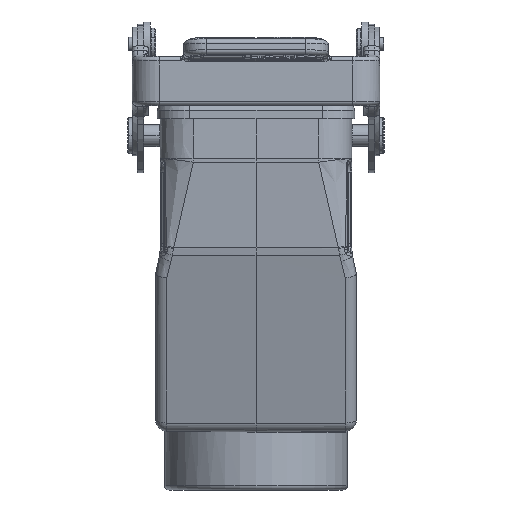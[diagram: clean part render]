
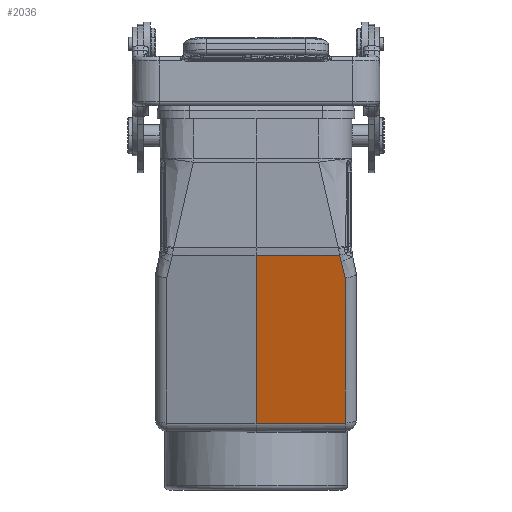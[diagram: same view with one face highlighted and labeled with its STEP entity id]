
A CAD part, left-side view. The second image highlights one B-rep face of the part: STEP entity #2036.
In plain terms, the highlighted planar face has unit normal (-0.966, -0.009, -0.259).
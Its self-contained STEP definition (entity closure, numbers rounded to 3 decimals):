
#1015=PLANE('',#34488);
#2036=ADVANCED_FACE('',(#4481),#1015,.F.);
#4481=FACE_OUTER_BOUND('',#6352,.T.);
#6352=EDGE_LOOP('',(#12276,#12277,#12278,#12279,#12280,#12281));
#9703=B_SPLINE_CURVE_WITH_KNOTS('',3,(#48580,#48581,#48582,#48583,#48584,
#48585),.UNSPECIFIED.,.F.,.F.,(4,2,4),(0.,0.5,1.),.UNSPECIFIED.);
#9704=B_SPLINE_CURVE_WITH_KNOTS('',3,(#48587,#48588,#48589,#48590,#48591,
#48592,#48593,#48594),.UNSPECIFIED.,.F.,.F.,(4,2,2,4),(0.,0.5,
0.75,1.),.UNSPECIFIED.);
#12276=ORIENTED_EDGE('',*,*,#25122,.F.);
#12277=ORIENTED_EDGE('',*,*,#25118,.T.);
#12278=ORIENTED_EDGE('',*,*,#25123,.T.);
#12279=ORIENTED_EDGE('',*,*,#25124,.F.);
#12280=ORIENTED_EDGE('',*,*,#25125,.T.);
#12281=ORIENTED_EDGE('',*,*,#25126,.F.);
#21639=VERTEX_POINT('',#48566);
#21640=VERTEX_POINT('',#48568);
#21641=VERTEX_POINT('',#48577);
#21642=VERTEX_POINT('',#48586);
#21643=VERTEX_POINT('',#48595);
#21644=VERTEX_POINT('',#48597);
#25118=EDGE_CURVE('',#21640,#21639,#29589,.T.);
#25122=EDGE_CURVE('',#21640,#21641,#29590,.T.);
#25123=EDGE_CURVE('',#21639,#21642,#9703,.T.);
#25124=EDGE_CURVE('',#21643,#21642,#9704,.T.);
#25125=EDGE_CURVE('',#21643,#21644,#29591,.T.);
#25126=EDGE_CURVE('',#21641,#21644,#29592,.T.);
#29589=LINE('',#48567,#31909);
#29590=LINE('',#48578,#31910);
#29591=LINE('',#48596,#31911);
#29592=LINE('',#48598,#31912);
#31909=VECTOR('',#38312,1.);
#31910=VECTOR('',#38321,1.);
#31911=VECTOR('',#38324,1.);
#31912=VECTOR('',#38325,1.);
#34488=AXIS2_PLACEMENT_3D('',#48599,#38326,#38327);
#38312=DIRECTION('',(-0.259,0.,0.966));
#38321=DIRECTION('',(-0.007,1.,-0.009));
#38324=DIRECTION('',(-0.009,1.,-0.002));
#38325=DIRECTION('',(-0.259,0.,0.966));
#38326=DIRECTION('',(0.966,0.009,0.259));
#38327=DIRECTION('',(-0.259,0.,0.966));
#48566=CARTESIAN_POINT('',(-33.046,-20.022,-37.395));
#48567=CARTESIAN_POINT('',(-24.317,-20.022,-69.972));
#48568=CARTESIAN_POINT('',(-24.317,-20.022,-69.972));
#48577=CARTESIAN_POINT('',(-24.451,0.,-70.147));
#48578=CARTESIAN_POINT('',(-24.317,-20.022,-69.972));
#48580=CARTESIAN_POINT('',(-33.046,-20.022,-37.395));
#48581=CARTESIAN_POINT('',(-33.215,-19.905,-36.768));
#48582=CARTESIAN_POINT('',(-33.37,-19.784,-36.196));
#48583=CARTESIAN_POINT('',(-33.708,-19.481,-34.942));
#48584=CARTESIAN_POINT('',(-33.879,-19.308,-34.312));
#48585=CARTESIAN_POINT('',(-34.05,-19.115,-33.678));
#48586=CARTESIAN_POINT('',(-34.054,-19.115,-33.679));
#48587=CARTESIAN_POINT('',(-34.42,-18.768,-32.317));
#48588=CARTESIAN_POINT('',(-34.395,-18.791,-32.408));
#48589=CARTESIAN_POINT('',(-34.334,-18.846,-32.632));
#48590=CARTESIAN_POINT('',(-34.188,-18.975,-33.168));
#48591=CARTESIAN_POINT('',(-34.162,-19.,-33.263));
#48592=CARTESIAN_POINT('',(-34.1,-19.061,-33.492));
#48593=CARTESIAN_POINT('',(-34.073,-19.089,-33.592));
#48594=CARTESIAN_POINT('',(-34.049,-19.115,-33.677));
#48595=CARTESIAN_POINT('',(-34.421,-18.768,-32.317));
#48596=CARTESIAN_POINT('',(-34.418,-18.767,-32.316));
#48597=CARTESIAN_POINT('',(-34.58,0.,-32.345));
#48598=CARTESIAN_POINT('',(-24.451,0.,-70.147));
#48599=CARTESIAN_POINT('',(-29.431,-10.011,-51.223));
